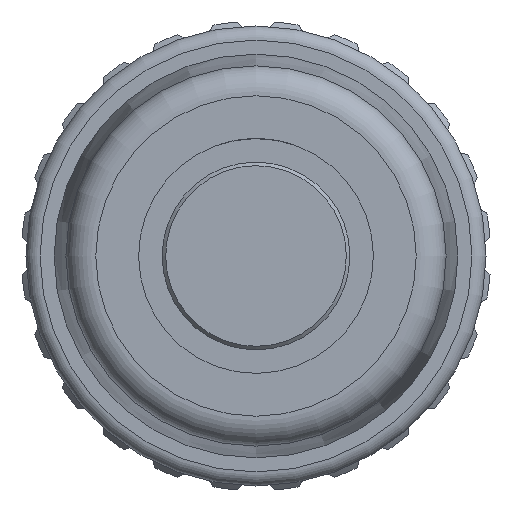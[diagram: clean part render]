
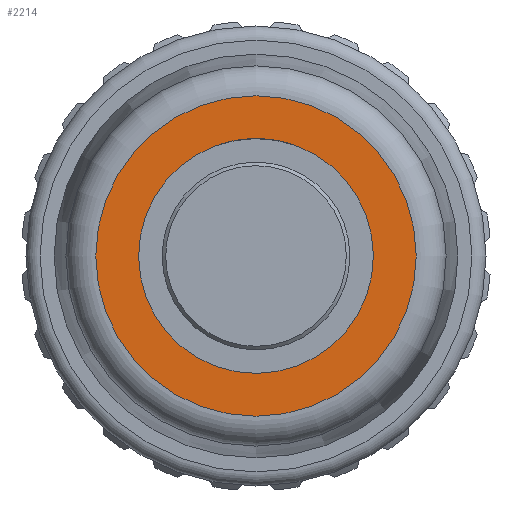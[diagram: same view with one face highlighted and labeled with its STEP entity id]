
A CAD part, front view. The second image highlights one B-rep face of the part: STEP entity #2214.
In plain terms, the highlighted planar face has unit normal (0, -1, 0).
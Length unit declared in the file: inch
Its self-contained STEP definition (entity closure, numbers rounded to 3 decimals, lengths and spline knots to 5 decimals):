
#794 = DIRECTION ( 'NONE',  ( 0., 1., 0. ) ) ;
#1689 = DIRECTION ( 'NONE',  ( 0., 0., 1. ) ) ;
#1777 = AXIS2_PLACEMENT_3D ( 'NONE', #9171, #3371, #10931 ) ;
#2087 = AXIS2_PLACEMENT_3D ( 'NONE', #5847, #794, #1689 ) ;
#2214 = ADVANCED_FACE ( 'NONE', ( #10706 ), #9249, .F. ) ;
#2511 = EDGE_LOOP ( 'NONE', ( #8876 ) ) ;
#3371 = DIRECTION ( 'NONE',  ( 0., 1., 0. ) ) ;
#5847 = CARTESIAN_POINT ( 'NONE',  ( 0.22969, -0.8989, 0.27252 ) ) ;
#8876 = ORIENTED_EDGE ( 'NONE', *, *, #9435, .F. ) ;
#9034 = VERTEX_POINT ( 'NONE', #10219 ) ;
#9171 = CARTESIAN_POINT ( 'NONE',  ( 0.09386, -0.8989, 0.27252 ) ) ;
#9249 = PLANE ( 'NONE',  #2087 ) ;
#9255 = CIRCLE ( 'NONE', #1777, 0.13439 ) ;
#9435 = EDGE_CURVE ( 'NONE', #9034, #9034, #9255, .T. ) ;
#10219 = CARTESIAN_POINT ( 'NONE',  ( -0.04053, -0.8989, 0.27252 ) ) ;
#10706 = FACE_OUTER_BOUND ( 'NONE', #2511, .T. ) ;
#10931 = DIRECTION ( 'NONE',  ( -1., 0., 0. ) ) ;
